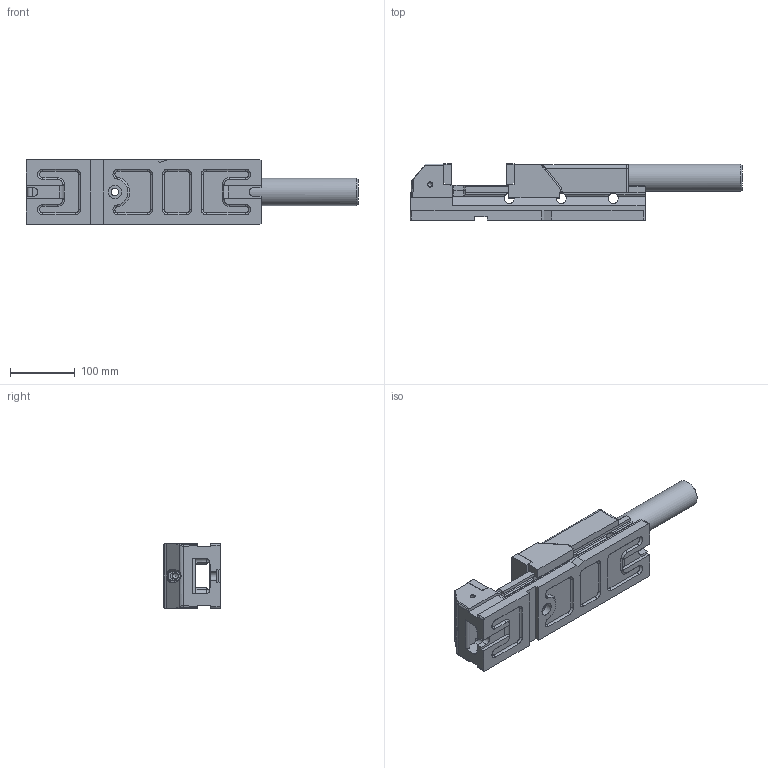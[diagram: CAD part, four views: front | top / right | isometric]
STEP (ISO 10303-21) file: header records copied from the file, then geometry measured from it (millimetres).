
FILE_DESCRIPTION (( 'STEP AP214' ), '1' );
FILE_NAME ('6921011000055.STEP', '2016-03-07T10:07:39', ( '' ), ( '' ), 'SwSTEP 2.0', 'SolidWorks 2015', '' );
FILE_SCHEMA (( 'AUTOMOTIVE_DESIGN' ));
Length unit declared in the file: millimetre
Products named in the file (3): 3D-6921011000046-Unterteil; 3D-6921011000046-Oberteil; 6921011000055
Assembly tree (2 placements, depth 2):
  6921011000055
    3D-6921011000046-Unterteil
    3D-6921011000046-Oberteil
Bounding box: 511.19 x 87.05 x 100 mm (x, y, z)
Volume: 1906581.9 mm3; surface area: 294119.7 mm2
Topology: 4 solids, 4 shells, 470 faces, 1298 edges, 817 vertices
Faces by surface type: plane 213, cylinder 173, torus 45, bspline 17, sphere 14, cone 8
Full cylindrical faces by diameter (mm): 6.8 x2, 8.5 x2, 12 x1, 12.2 x2, 15 x1, 16 x6, 17 x2, 20 x1, 42 x1
Entity records: 19697 total; most frequent: CARTESIAN_POINT 4122, ORIENTED_EDGE 2490, DIRECTION 2414, EDGE_CURVE 1245, AXIS2_PLACEMENT_3D 839, VERTEX_POINT 806, LINE 736, VECTOR 736
